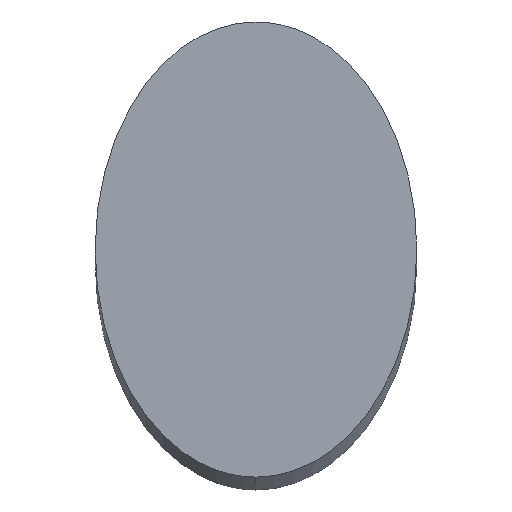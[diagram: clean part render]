
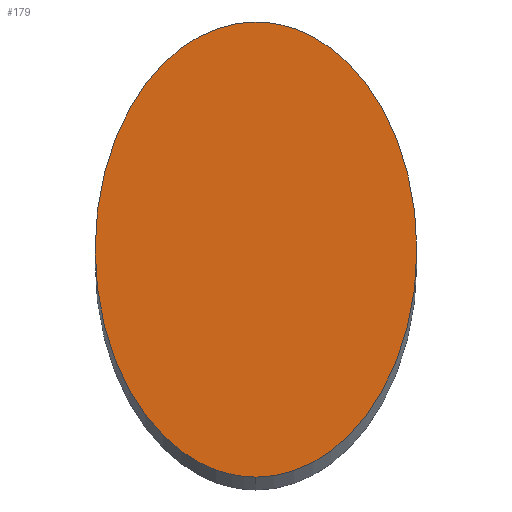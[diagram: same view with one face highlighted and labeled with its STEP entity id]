
A CAD part, top view. The second image highlights one B-rep face of the part: STEP entity #179.
In plain terms, the highlighted planar face has unit normal (0, 0, 1).
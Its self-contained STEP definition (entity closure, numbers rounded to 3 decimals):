
#12 = VERTEX_POINT ( 'NONE', #43 ) ;
#16 =( BOUNDED_CURVE ( )  B_SPLINE_CURVE ( 3, ( #134, #100, #173, #144 ),
 .UNSPECIFIED., .F., .F. ) 
 B_SPLINE_CURVE_WITH_KNOTS ( ( 4, 4 ),
 ( 3.142, 6.283 ),
 .UNSPECIFIED. ) 
 CURVE ( )  GEOMETRIC_REPRESENTATION_ITEM ( )  RATIONAL_B_SPLINE_CURVE ( ( 1., 0.333, 0.333, 1. ) ) 
 REPRESENTATION_ITEM ( '' )  );
#26 = CARTESIAN_POINT ( 'NONE',  ( 0., 18.68, 1. ) ) ;
#27 = DIRECTION ( 'NONE',  ( 1., 0., 0. ) ) ;
#39 = PLANE ( 'NONE',  #150 ) ;
#41 = DIRECTION ( 'NONE',  ( 0., 0., 1. ) ) ;
#43 = CARTESIAN_POINT ( 'NONE',  ( 0., 18.68, 1. ) ) ;
#56 = CARTESIAN_POINT ( 'NONE',  ( 0., 1., 1. ) ) ;
#69 =( BOUNDED_CURVE ( )  B_SPLINE_CURVE ( 3, ( #82, #158, #72, #26 ),
 .UNSPECIFIED., .F., .F. ) 
 B_SPLINE_CURVE_WITH_KNOTS ( ( 4, 4 ),
 ( 0., 3.142 ),
 .UNSPECIFIED. ) 
 CURVE ( )  GEOMETRIC_REPRESENTATION_ITEM ( )  RATIONAL_B_SPLINE_CURVE ( ( 1., 0.333, 0.333, 1. ) ) 
 REPRESENTATION_ITEM ( '' )  );
#72 = CARTESIAN_POINT ( 'NONE',  ( 25., 18.68, 1. ) ) ;
#76 = FACE_OUTER_BOUND ( 'NONE', #132, .T. ) ;
#82 = CARTESIAN_POINT ( 'NONE',  ( 0., -16.68, 1. ) ) ;
#92 = ORIENTED_EDGE ( 'NONE', *, *, #95, .T. ) ;
#95 = EDGE_CURVE ( 'NONE', #12, #151, #16, .T. ) ;
#100 = CARTESIAN_POINT ( 'NONE',  ( -25., 18.68, 1. ) ) ;
#117 = ORIENTED_EDGE ( 'NONE', *, *, #125, .T. ) ;
#125 = EDGE_CURVE ( 'NONE', #151, #12, #69, .T. ) ;
#132 = EDGE_LOOP ( 'NONE', ( #117, #92 ) ) ;
#134 = CARTESIAN_POINT ( 'NONE',  ( 0., 18.68, 1. ) ) ;
#144 = CARTESIAN_POINT ( 'NONE',  ( 0., -16.68, 1. ) ) ;
#147 = CARTESIAN_POINT ( 'NONE',  ( 0., -16.68, 1. ) ) ;
#150 = AXIS2_PLACEMENT_3D ( 'NONE', #56, #41, #27 ) ;
#151 = VERTEX_POINT ( 'NONE', #147 ) ;
#158 = CARTESIAN_POINT ( 'NONE',  ( 25., -16.68, 1. ) ) ;
#173 = CARTESIAN_POINT ( 'NONE',  ( -25., -16.68, 1. ) ) ;
#179 = ADVANCED_FACE ( 'NONE', ( #76 ), #39, .T. ) ;
